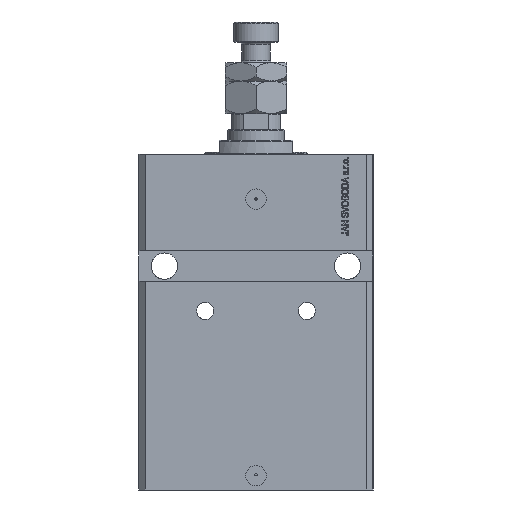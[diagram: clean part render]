
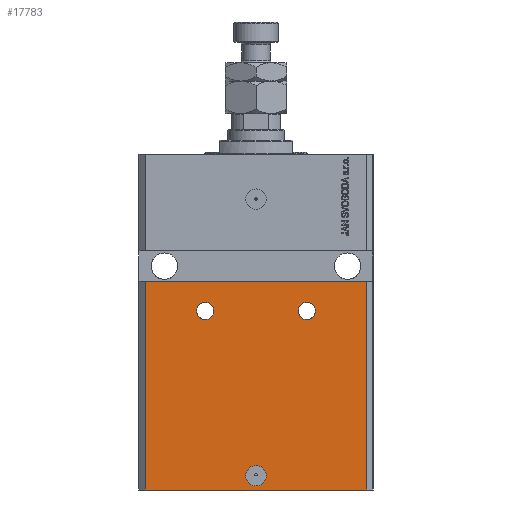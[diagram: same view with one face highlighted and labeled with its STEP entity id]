
A CAD part, front view. The second image highlights one B-rep face of the part: STEP entity #17783.
In plain terms, the highlighted planar face has unit normal (0, -1, 0).
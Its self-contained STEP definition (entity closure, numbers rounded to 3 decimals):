
#406 = VERTEX_POINT ( 'NONE', #4055 ) ;
#991 = ORIENTED_EDGE ( 'NONE', *, *, #44096, .F. ) ;
#1726 = AXIS2_PLACEMENT_3D ( 'NONE', #14574, #33849, #6234 ) ;
#2410 = FACE_BOUND ( 'NONE', #8249, .T. ) ;
#2848 = DIRECTION ( 'NONE',  ( -1., 0., 0. ) ) ;
#3180 = FACE_BOUND ( 'NONE', #9917, .T. ) ;
#3184 = CIRCLE ( 'NONE', #8974, 4.25 ) ;
#3534 = LINE ( 'NONE', #4311, #4961 ) ;
#4055 = CARTESIAN_POINT ( 'NONE',  ( -5., -45., -158. ) ) ;
#4311 = CARTESIAN_POINT ( 'NONE',  ( -54.5, -45., -165. ) ) ;
#4526 = LINE ( 'NONE', #5031, #19310 ) ;
#4946 = CARTESIAN_POINT ( 'NONE',  ( -20.75, -45., -77. ) ) ;
#4961 = VECTOR ( 'NONE', #51413, 1000. ) ;
#4987 = CARTESIAN_POINT ( 'NONE',  ( 54.5, -45., -62.5 ) ) ;
#5031 = CARTESIAN_POINT ( 'NONE',  ( -57.5, -45., -62.5 ) ) ;
#5041 = CARTESIAN_POINT ( 'NONE',  ( 20.75, -45., -77. ) ) ;
#5308 = EDGE_CURVE ( 'NONE', #34632, #43216, #50772, .T. ) ;
#5764 = EDGE_CURVE ( 'NONE', #30648, #406, #44254, .T. ) ;
#5839 = EDGE_CURVE ( 'NONE', #43216, #32389, #4526, .T. ) ;
#5976 = CARTESIAN_POINT ( 'NONE',  ( -25., -45., -77. ) ) ;
#6234 = DIRECTION ( 'NONE',  ( 1., 0., 0. ) ) ;
#6843 = AXIS2_PLACEMENT_3D ( 'NONE', #24838, #8430, #13106 ) ;
#8249 = EDGE_LOOP ( 'NONE', ( #991, #38012 ) ) ;
#8430 = DIRECTION ( 'NONE',  ( 0., -1., 0. ) ) ;
#8474 = CARTESIAN_POINT ( 'NONE',  ( 54.5, -45., -165. ) ) ;
#8974 = AXIS2_PLACEMENT_3D ( 'NONE', #46625, #18548, #23237 ) ;
#9024 = ORIENTED_EDGE ( 'NONE', *, *, #21950, .T. ) ;
#9917 = EDGE_LOOP ( 'NONE', ( #17131, #14744 ) ) ;
#12872 = CARTESIAN_POINT ( 'NONE',  ( 5., -45., -158. ) ) ;
#13106 = DIRECTION ( 'NONE',  ( 1., 0., 0. ) ) ;
#14574 = CARTESIAN_POINT ( 'NONE',  ( 0., -45., -158. ) ) ;
#14648 = FACE_BOUND ( 'NONE', #18069, .T. ) ;
#14744 = ORIENTED_EDGE ( 'NONE', *, *, #49094, .F. ) ;
#14817 = EDGE_CURVE ( 'NONE', #21549, #27093, #3184, .T. ) ;
#14842 = DIRECTION ( 'NONE',  ( 0., -1., 0. ) ) ;
#16529 = DIRECTION ( 'NONE',  ( -1., 0., 0. ) ) ;
#17131 = ORIENTED_EDGE ( 'NONE', *, *, #14817, .F. ) ;
#17783 = ADVANCED_FACE ( 'NONE', ( #14648, #3180, #2410, #42735 ), #38329, .T. ) ;
#18069 = EDGE_LOOP ( 'NONE', ( #48837, #39517 ) ) ;
#18548 = DIRECTION ( 'NONE',  ( 0., -1., 0. ) ) ;
#18589 = CARTESIAN_POINT ( 'NONE',  ( -29.25, -45., -77. ) ) ;
#19071 = DIRECTION ( 'NONE',  ( 0., -1., 0. ) ) ;
#19310 = VECTOR ( 'NONE', #19911, 1000. ) ;
#19827 = DIRECTION ( 'NONE',  ( 1., 0., 0. ) ) ;
#19876 = EDGE_CURVE ( 'NONE', #42690, #49170, #37332, .T. ) ;
#19911 = DIRECTION ( 'NONE',  ( 1., 0., 0. ) ) ;
#21549 = VERTEX_POINT ( 'NONE', #38485 ) ;
#21928 = DIRECTION ( 'NONE',  ( 0., 0., 1. ) ) ;
#21950 = EDGE_CURVE ( 'NONE', #34632, #23135, #3534, .T. ) ;
#23135 = VERTEX_POINT ( 'NONE', #25128 ) ;
#23237 = DIRECTION ( 'NONE',  ( 1., 0., 0. ) ) ;
#23331 = CIRCLE ( 'NONE', #1726, 5. ) ;
#23935 = EDGE_CURVE ( 'NONE', #406, #30648, #23331, .T. ) ;
#24838 = CARTESIAN_POINT ( 'NONE',  ( 0., -45., -158. ) ) ;
#24884 = DIRECTION ( 'NONE',  ( 0., 0., 1. ) ) ;
#25128 = CARTESIAN_POINT ( 'NONE',  ( 54.5, -45., -165. ) ) ;
#25852 = EDGE_LOOP ( 'NONE', ( #26292, #29897, #9024, #29685 ) ) ;
#26292 = ORIENTED_EDGE ( 'NONE', *, *, #5839, .F. ) ;
#27093 = VERTEX_POINT ( 'NONE', #5041 ) ;
#29685 = ORIENTED_EDGE ( 'NONE', *, *, #40007, .T. ) ;
#29897 = ORIENTED_EDGE ( 'NONE', *, *, #5308, .F. ) ;
#30648 = VERTEX_POINT ( 'NONE', #12872 ) ;
#31151 = CARTESIAN_POINT ( 'NONE',  ( -54.5, -45., -62.5 ) ) ;
#32389 = VERTEX_POINT ( 'NONE', #4987 ) ;
#33116 = AXIS2_PLACEMENT_3D ( 'NONE', #38842, #19071, #50019 ) ;
#33605 = AXIS2_PLACEMENT_3D ( 'NONE', #39330, #43478, #19827 ) ;
#33849 = DIRECTION ( 'NONE',  ( 0., -1., 0. ) ) ;
#34632 = VERTEX_POINT ( 'NONE', #49620 ) ;
#34646 = AXIS2_PLACEMENT_3D ( 'NONE', #5976, #14842, #2848 ) ;
#34669 = CARTESIAN_POINT ( 'NONE',  ( -54.5, -45., -165. ) ) ;
#35271 = CIRCLE ( 'NONE', #33605, 4.25 ) ;
#37332 = CIRCLE ( 'NONE', #43934, 4.25 ) ;
#38012 = ORIENTED_EDGE ( 'NONE', *, *, #19876, .F. ) ;
#38329 = PLANE ( 'NONE',  #33116 ) ;
#38485 = CARTESIAN_POINT ( 'NONE',  ( 29.25, -45., -77. ) ) ;
#38842 = CARTESIAN_POINT ( 'NONE',  ( -54.5, -45., -165. ) ) ;
#39330 = CARTESIAN_POINT ( 'NONE',  ( 25., -45., -77. ) ) ;
#39517 = ORIENTED_EDGE ( 'NONE', *, *, #23935, .F. ) ;
#39703 = DIRECTION ( 'NONE',  ( 0., -1., 0. ) ) ;
#40007 = EDGE_CURVE ( 'NONE', #23135, #32389, #44374, .T. ) ;
#40710 = CARTESIAN_POINT ( 'NONE',  ( -25., -45., -77. ) ) ;
#41730 = VECTOR ( 'NONE', #21928, 1000. ) ;
#41955 = VECTOR ( 'NONE', #24884, 1000. ) ;
#42690 = VERTEX_POINT ( 'NONE', #18589 ) ;
#42735 = FACE_OUTER_BOUND ( 'NONE', #25852, .T. ) ;
#43216 = VERTEX_POINT ( 'NONE', #31151 ) ;
#43478 = DIRECTION ( 'NONE',  ( 0., -1., 0. ) ) ;
#43934 = AXIS2_PLACEMENT_3D ( 'NONE', #40710, #39703, #16529 ) ;
#44096 = EDGE_CURVE ( 'NONE', #49170, #42690, #47946, .T. ) ;
#44254 = CIRCLE ( 'NONE', #6843, 5. ) ;
#44374 = LINE ( 'NONE', #8474, #41955 ) ;
#46625 = CARTESIAN_POINT ( 'NONE',  ( 25., -45., -77. ) ) ;
#47946 = CIRCLE ( 'NONE', #34646, 4.25 ) ;
#48837 = ORIENTED_EDGE ( 'NONE', *, *, #5764, .F. ) ;
#49094 = EDGE_CURVE ( 'NONE', #27093, #21549, #35271, .T. ) ;
#49170 = VERTEX_POINT ( 'NONE', #4946 ) ;
#49620 = CARTESIAN_POINT ( 'NONE',  ( -54.5, -45., -165. ) ) ;
#50019 = DIRECTION ( 'NONE',  ( 1., 0., 0. ) ) ;
#50772 = LINE ( 'NONE', #34669, #41730 ) ;
#51413 = DIRECTION ( 'NONE',  ( 1., 0., 0. ) ) ;
